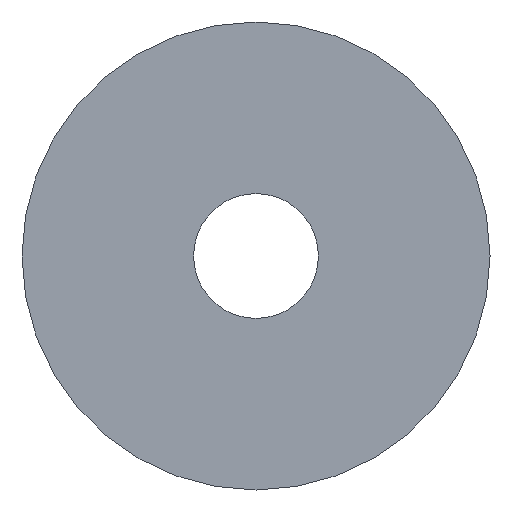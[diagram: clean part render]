
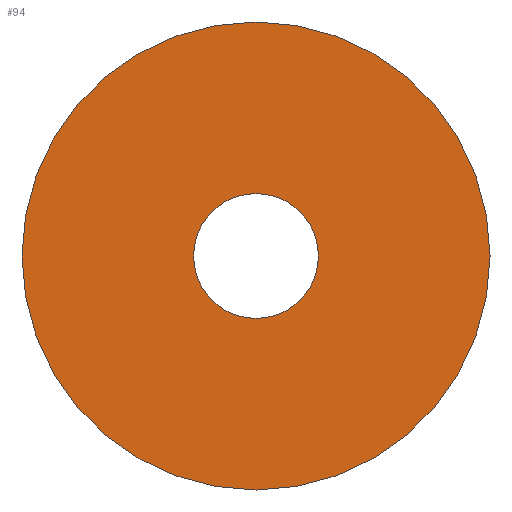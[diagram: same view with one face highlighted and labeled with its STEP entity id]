
A CAD part, front view. The second image highlights one B-rep face of the part: STEP entity #94.
In plain terms, the highlighted planar face has unit normal (0, -1, 0).
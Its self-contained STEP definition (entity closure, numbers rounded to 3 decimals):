
#7 = ORIENTED_EDGE ( 'NONE', *, *, #88, .T. ) ;
#18 = CARTESIAN_POINT ( 'NONE',  ( 0., 0., 6. ) ) ;
#21 = EDGE_CURVE ( 'NONE', #162, #286, #212, .T. ) ;
#33 = AXIS2_PLACEMENT_3D ( 'NONE', #223, #101, #296 ) ;
#43 = CARTESIAN_POINT ( 'NONE',  ( 0., 0., 0. ) ) ;
#50 = CARTESIAN_POINT ( 'NONE',  ( 0., 0., 0. ) ) ;
#58 = EDGE_LOOP ( 'NONE', ( #251, #7 ) ) ;
#59 = EDGE_CURVE ( 'NONE', #85, #272, #151, .T. ) ;
#71 = CARTESIAN_POINT ( 'NONE',  ( 0., 0., 0. ) ) ;
#74 = DIRECTION ( 'NONE',  ( 0., -1., 0. ) ) ;
#76 = AXIS2_PLACEMENT_3D ( 'NONE', #50, #74, #178 ) ;
#84 = AXIS2_PLACEMENT_3D ( 'NONE', #71, #218, #270 ) ;
#85 = VERTEX_POINT ( 'NONE', #159 ) ;
#88 = EDGE_CURVE ( 'NONE', #272, #85, #111, .T. ) ;
#94 = ADVANCED_FACE ( 'NONE', ( #301, #285 ), #98, .F. ) ;
#98 = PLANE ( 'NONE',  #33 ) ;
#101 = DIRECTION ( 'NONE',  ( 0., 1., 0. ) ) ;
#107 = AXIS2_PLACEMENT_3D ( 'NONE', #43, #244, #238 ) ;
#108 = CARTESIAN_POINT ( 'NONE',  ( 0., 0., -22.5 ) ) ;
#111 = CIRCLE ( 'NONE', #76, 22.5 ) ;
#149 = DIRECTION ( 'NONE',  ( 0., 0., 1. ) ) ;
#151 = CIRCLE ( 'NONE', #84, 22.5 ) ;
#159 = CARTESIAN_POINT ( 'NONE',  ( 0., 0., 22.5 ) ) ;
#162 = VERTEX_POINT ( 'NONE', #18 ) ;
#178 = DIRECTION ( 'NONE',  ( 0., 0., 1. ) ) ;
#212 = CIRCLE ( 'NONE', #230, 6. ) ;
#218 = DIRECTION ( 'NONE',  ( 0., -1., 0. ) ) ;
#223 = CARTESIAN_POINT ( 'NONE',  ( 0., 0., 0. ) ) ;
#230 = AXIS2_PLACEMENT_3D ( 'NONE', #297, #298, #149 ) ;
#232 = EDGE_LOOP ( 'NONE', ( #324, #316 ) ) ;
#238 = DIRECTION ( 'NONE',  ( 0., 0., 1. ) ) ;
#244 = DIRECTION ( 'NONE',  ( 0., -1., 0. ) ) ;
#251 = ORIENTED_EDGE ( 'NONE', *, *, #59, .T. ) ;
#269 = CARTESIAN_POINT ( 'NONE',  ( 0., 0., -6. ) ) ;
#270 = DIRECTION ( 'NONE',  ( 0., 0., 1. ) ) ;
#272 = VERTEX_POINT ( 'NONE', #108 ) ;
#280 = EDGE_CURVE ( 'NONE', #286, #162, #305, .T. ) ;
#285 = FACE_OUTER_BOUND ( 'NONE', #58, .T. ) ;
#286 = VERTEX_POINT ( 'NONE', #269 ) ;
#296 = DIRECTION ( 'NONE',  ( 0., 0., 1. ) ) ;
#297 = CARTESIAN_POINT ( 'NONE',  ( 0., 0., 0. ) ) ;
#298 = DIRECTION ( 'NONE',  ( 0., -1., 0. ) ) ;
#301 = FACE_BOUND ( 'NONE', #232, .T. ) ;
#305 = CIRCLE ( 'NONE', #107, 6. ) ;
#316 = ORIENTED_EDGE ( 'NONE', *, *, #280, .F. ) ;
#324 = ORIENTED_EDGE ( 'NONE', *, *, #21, .F. ) ;
